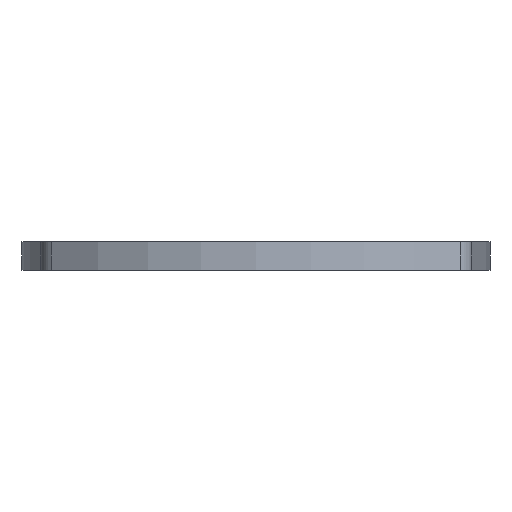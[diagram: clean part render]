
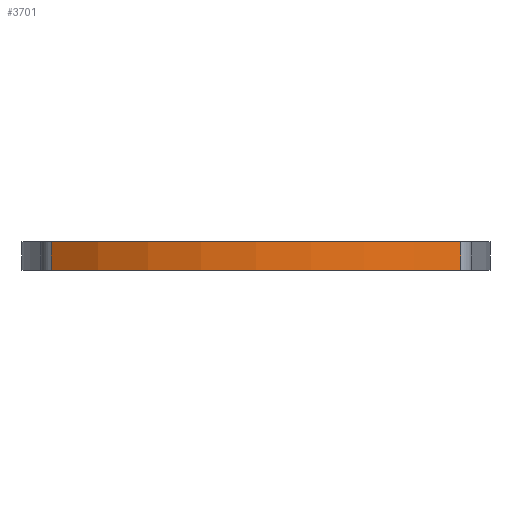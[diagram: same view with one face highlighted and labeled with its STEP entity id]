
A CAD part, front view. The second image highlights one B-rep face of the part: STEP entity #3701.
In plain terms, the highlighted cylindrical face has radius 76.2 mm (diameter 152.4 mm), a partial arc.
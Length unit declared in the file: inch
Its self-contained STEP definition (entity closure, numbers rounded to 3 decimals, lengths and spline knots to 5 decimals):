
#21 = VERTEX_POINT ( 'NONE', #6226 ) ;
#32 = ORIENTED_EDGE ( 'NONE', *, *, #1574, .T. ) ;
#138 = VERTEX_POINT ( 'NONE', #5939 ) ;
#211 = CYLINDRICAL_SURFACE ( 'NONE', #2487, 3. ) ;
#264 = FACE_OUTER_BOUND ( 'NONE', #1602, .T. ) ;
#597 = EDGE_CURVE ( 'NONE', #138, #21, #5255, .T. ) ;
#1452 = ORIENTED_EDGE ( 'NONE', *, *, #1604, .F. ) ;
#1574 = EDGE_CURVE ( 'NONE', #5671, #138, #4046, .T. ) ;
#1602 = EDGE_LOOP ( 'NONE', ( #6437, #1452, #2863, #32 ) ) ;
#1604 = EDGE_CURVE ( 'NONE', #6065, #21, #4032, .T. ) ;
#1647 = DIRECTION ( 'NONE',  ( 1., 0., 0. ) ) ;
#1670 = DIRECTION ( 'NONE',  ( 0., 0., 1. ) ) ;
#1726 = CARTESIAN_POINT ( 'NONE',  ( 0., 1.56985, 0.25 ) ) ;
#1800 = DIRECTION ( 'NONE',  ( -1., 0., 0. ) ) ;
#1851 = DIRECTION ( 'NONE',  ( 0., 0., -1. ) ) ;
#2136 = CARTESIAN_POINT ( 'NONE',  ( 0., 1.56985, 0. ) ) ;
#2418 = CARTESIAN_POINT ( 'NONE',  ( -1.81376, -0.81977, 0.25 ) ) ;
#2487 = AXIS2_PLACEMENT_3D ( 'NONE', #1726, #1851, #1800 ) ;
#2686 = CIRCLE ( 'NONE', #6731, 3. ) ;
#2863 = ORIENTED_EDGE ( 'NONE', *, *, #4320, .F. ) ;
#3327 = DIRECTION ( 'NONE',  ( 0., 0., -1. ) ) ;
#3440 = CARTESIAN_POINT ( 'NONE',  ( 1.81376, -0.81977, 0.25 ) ) ;
#3546 = DIRECTION ( 'NONE',  ( 0., 0., -1. ) ) ;
#3618 = DIRECTION ( 'NONE',  ( 1., 0., 0. ) ) ;
#3649 = DIRECTION ( 'NONE',  ( 0., 0., 1. ) ) ;
#3680 = CARTESIAN_POINT ( 'NONE',  ( 0., 1.56985, 0.25 ) ) ;
#3694 = CARTESIAN_POINT ( 'NONE',  ( -1.81376, -0.81977, 0.25 ) ) ;
#3701 = ADVANCED_FACE ( 'NONE', ( #264 ), #211, .T. ) ;
#4009 = VECTOR ( 'NONE', #3327, 39.37008 ) ;
#4032 = LINE ( 'NONE', #3440, #4009 ) ;
#4038 = VECTOR ( 'NONE', #3546, 39.37008 ) ;
#4046 = LINE ( 'NONE', #3694, #4038 ) ;
#4320 = EDGE_CURVE ( 'NONE', #5671, #6065, #2686, .T. ) ;
#5255 = CIRCLE ( 'NONE', #5846, 3. ) ;
#5671 = VERTEX_POINT ( 'NONE', #2418 ) ;
#5846 = AXIS2_PLACEMENT_3D ( 'NONE', #2136, #1670, #1647 ) ;
#5939 = CARTESIAN_POINT ( 'NONE',  ( -1.81376, -0.81977, 0. ) ) ;
#6065 = VERTEX_POINT ( 'NONE', #6264 ) ;
#6226 = CARTESIAN_POINT ( 'NONE',  ( 1.81376, -0.81977, 0. ) ) ;
#6264 = CARTESIAN_POINT ( 'NONE',  ( 1.81376, -0.81977, 0.25 ) ) ;
#6437 = ORIENTED_EDGE ( 'NONE', *, *, #597, .T. ) ;
#6731 = AXIS2_PLACEMENT_3D ( 'NONE', #3680, #3649, #3618 ) ;
